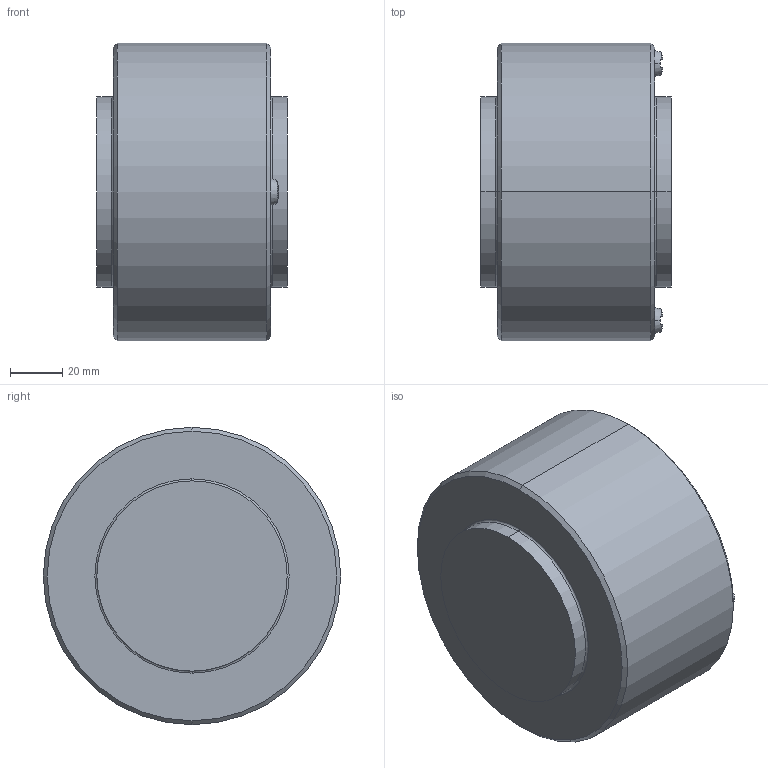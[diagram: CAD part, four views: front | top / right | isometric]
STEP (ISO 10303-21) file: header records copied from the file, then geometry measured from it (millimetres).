
FILE_DESCRIPTION (( 'STEP AP203' ), '1' );
FILE_NAME ('WLC 1.5-2500.step', '2016-04-27T15:07:02', ( '' ), ( '' ), 'SwSTEP 2.0', 'SolidWorks 2015', '' );
FILE_SCHEMA (( 'CONFIG_CONTROL_DESIGN' ));
Length unit declared in the file: inch
Products named in the file (1): WLC 1.5-2500
Bounding box: 73.15 x 114.3 x 114.3 mm (x, y, z)
Volume: 673243.7 mm3; surface area: 44489.4 mm2
Topology: 1 solids, 1 shells, 33 faces, 76 edges, 48 vertices
Faces by surface type: plane 11, torus 8, cone 8, cylinder 6
Entity records: 1067 total; most frequent: CARTESIAN_POINT 218, DIRECTION 178, ORIENTED_EDGE 152, AXIS2_PLACEMENT_3D 80, EDGE_CURVE 76, VERTEX_POINT 48, CIRCLE 46, EDGE_LOOP 36
